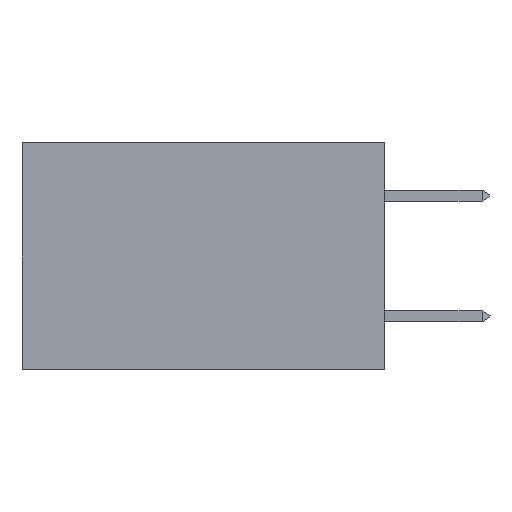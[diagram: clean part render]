
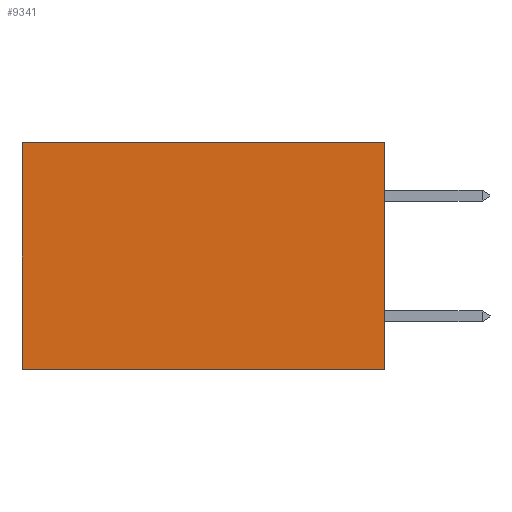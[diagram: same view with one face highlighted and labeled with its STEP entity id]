
A CAD part, left-side view. The second image highlights one B-rep face of the part: STEP entity #9341.
In plain terms, the highlighted planar face has unit normal (-1, 0, 0).
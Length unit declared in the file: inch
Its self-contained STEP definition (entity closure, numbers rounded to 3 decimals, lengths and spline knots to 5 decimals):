
#154 = VERTEX_POINT ( 'NONE', #3920 ) ;
#562 = AXIS2_PLACEMENT_3D ( 'NONE', #8102, #18195, #954 ) ;
#600 = CARTESIAN_POINT ( 'NONE',  ( 0.2875, 0.6, -0.375 ) ) ;
#664 = VECTOR ( 'NONE', #6622, 39.37008 ) ;
#954 = DIRECTION ( 'NONE',  ( 0., 0., -1. ) ) ;
#1786 = LINE ( 'NONE', #13738, #664 ) ;
#2656 = VERTEX_POINT ( 'NONE', #600 ) ;
#2891 = LINE ( 'NONE', #12024, #9822 ) ;
#3920 = CARTESIAN_POINT ( 'NONE',  ( 0.2875, 0., -0.375 ) ) ;
#4340 = CARTESIAN_POINT ( 'NONE',  ( 0.2875, 0., 0. ) ) ;
#5918 = CARTESIAN_POINT ( 'NONE',  ( 0.2875, 0.6, 0. ) ) ;
#6594 = PLANE ( 'NONE',  #562 ) ;
#6622 = DIRECTION ( 'NONE',  ( 0., 0., -1. ) ) ;
#7412 = EDGE_CURVE ( 'NONE', #12547, #2656, #2891, .T. ) ;
#8102 = CARTESIAN_POINT ( 'NONE',  ( 0.2875, 0., -0.375 ) ) ;
#8122 = DIRECTION ( 'NONE',  ( 0., 1., 0. ) ) ;
#9341 = ADVANCED_FACE ( 'NONE', ( #13400 ), #6594, .F. ) ;
#9610 = CARTESIAN_POINT ( 'NONE',  ( 0.2875, 0., -0.375 ) ) ;
#9822 = VECTOR ( 'NONE', #10823, 39.37008 ) ;
#9951 = EDGE_LOOP ( 'NONE', ( #11929, #14091, #15113, #16037 ) ) ;
#10651 = EDGE_CURVE ( 'NONE', #15591, #12547, #11078, .T. ) ;
#10823 = DIRECTION ( 'NONE',  ( 0., 0., -1. ) ) ;
#11078 = LINE ( 'NONE', #14021, #11300 ) ;
#11300 = VECTOR ( 'NONE', #15452, 39.37008 ) ;
#11851 = EDGE_CURVE ( 'NONE', #154, #2656, #13287, .T. ) ;
#11929 = ORIENTED_EDGE ( 'NONE', *, *, #7412, .T. ) ;
#12024 = CARTESIAN_POINT ( 'NONE',  ( 0.2875, 0.6, -0.375 ) ) ;
#12547 = VERTEX_POINT ( 'NONE', #5918 ) ;
#12816 = EDGE_CURVE ( 'NONE', #15591, #154, #1786, .T. ) ;
#13051 = VECTOR ( 'NONE', #8122, 39.37008 ) ;
#13287 = LINE ( 'NONE', #9610, #13051 ) ;
#13400 = FACE_OUTER_BOUND ( 'NONE', #9951, .T. ) ;
#13738 = CARTESIAN_POINT ( 'NONE',  ( 0.2875, 0., -0.375 ) ) ;
#14021 = CARTESIAN_POINT ( 'NONE',  ( 0.2875, 0., 0. ) ) ;
#14091 = ORIENTED_EDGE ( 'NONE', *, *, #11851, .F. ) ;
#15113 = ORIENTED_EDGE ( 'NONE', *, *, #12816, .F. ) ;
#15452 = DIRECTION ( 'NONE',  ( 0., 1., 0. ) ) ;
#15591 = VERTEX_POINT ( 'NONE', #4340 ) ;
#16037 = ORIENTED_EDGE ( 'NONE', *, *, #10651, .T. ) ;
#18195 = DIRECTION ( 'NONE',  ( 1., 0., 0. ) ) ;
